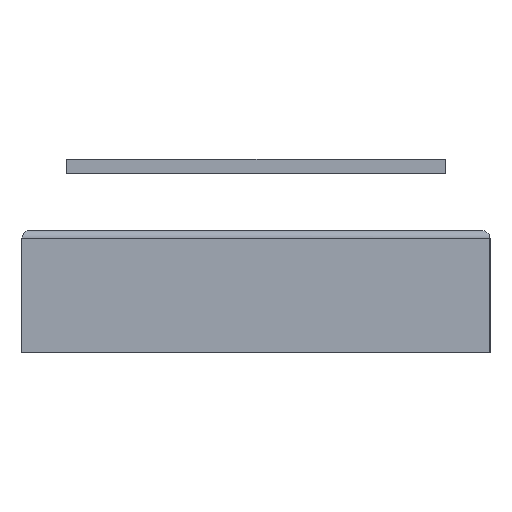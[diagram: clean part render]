
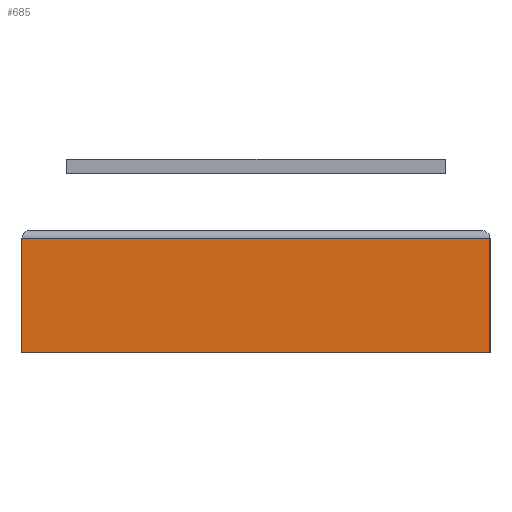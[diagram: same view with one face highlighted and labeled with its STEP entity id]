
A CAD part, left-side view. The second image highlights one B-rep face of the part: STEP entity #685.
In plain terms, the highlighted planar face has unit normal (-1, 0, 0).
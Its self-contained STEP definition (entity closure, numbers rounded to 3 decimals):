
#389=CARTESIAN_POINT('',(-8.905,-8.742,-16.9));
#390=VERTEX_POINT('',#389);
#397=CARTESIAN_POINT('',(-8.905,-8.742,-40.032));
#398=VERTEX_POINT('',#397);
#399=CARTESIAN_POINT('',(-8.905,-8.742,-16.9));
#400=DIRECTION('',(0.,0.,-1.));
#401=VECTOR('',#400,23.132);
#402=LINE('',#399,#401);
#403=EDGE_CURVE('',#390,#398,#402,.T.);
#638=CARTESIAN_POINT('',(-8.905,85.458,-16.9));
#639=VERTEX_POINT('',#638);
#640=CARTESIAN_POINT('',(-8.905,85.458,-40.032));
#641=VERTEX_POINT('',#640);
#642=CARTESIAN_POINT('',(-8.905,85.458,-16.9));
#643=DIRECTION('',(0.,0.,-1.));
#644=VECTOR('',#643,23.132);
#645=LINE('',#642,#644);
#646=EDGE_CURVE('',#639,#641,#645,.T.);
#664=CARTESIAN_POINT('',(-8.905,38.358,-36.));
#665=DIRECTION('',(-1.,0.,0.));
#666=DIRECTION('',(0.,0.,1.));
#667=AXIS2_PLACEMENT_3D('',#664,#665,#666);
#668=PLANE('',#667);
#669=ORIENTED_EDGE('',*,*,#403,.F.);
#670=CARTESIAN_POINT('',(-8.905,-8.742,-16.9));
#671=DIRECTION('',(0.,1.,0.));
#672=VECTOR('',#671,94.2);
#673=LINE('',#670,#672);
#674=EDGE_CURVE('',#390,#639,#673,.T.);
#675=ORIENTED_EDGE('',*,*,#674,.T.);
#676=ORIENTED_EDGE('',*,*,#646,.T.);
#677=CARTESIAN_POINT('',(-8.905,-8.742,-40.032));
#678=DIRECTION('',(0.,1.,0.));
#679=VECTOR('',#678,94.2);
#680=LINE('',#677,#679);
#681=EDGE_CURVE('',#398,#641,#680,.T.);
#682=ORIENTED_EDGE('',*,*,#681,.F.);
#683=EDGE_LOOP('',(#669,#675,#676,#682));
#684=FACE_BOUND('',#683,.T.);
#685=ADVANCED_FACE('',(#684),#668,.T.);
